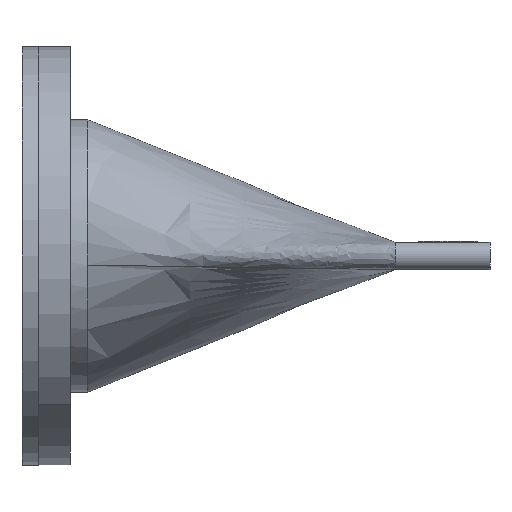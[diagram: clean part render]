
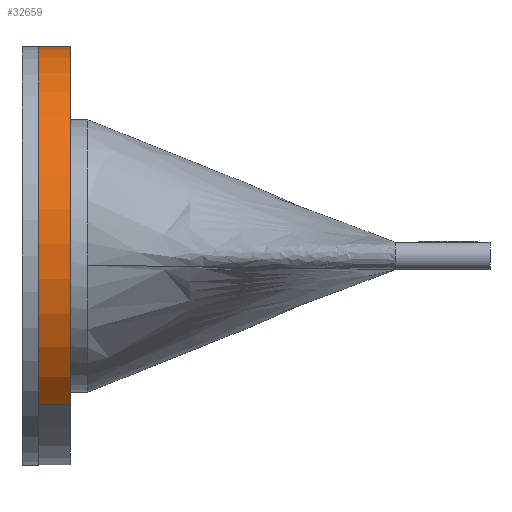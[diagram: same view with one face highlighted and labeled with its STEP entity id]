
A CAD part, front view. The second image highlights one B-rep face of the part: STEP entity #32659.
In plain terms, the highlighted cylindrical face has radius 170 mm (diameter 340 mm), a partial arc.
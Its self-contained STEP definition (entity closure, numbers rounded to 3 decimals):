
#1087 = AXIS2_PLACEMENT_3D ( 'NONE', #7402, #29346, #23559 ) ;
#2082 = CARTESIAN_POINT ( 'NONE',  ( 0., 0., 26. ) ) ;
#2799 = LINE ( 'NONE', #26673, #2878 ) ;
#2878 = VECTOR ( 'NONE', #24586, 1000. ) ;
#4628 = DIRECTION ( 'NONE',  ( 1., 0., 0. ) ) ;
#4923 = VERTEX_POINT ( 'NONE', #13676 ) ;
#5596 = CIRCLE ( 'NONE', #1087, 170. ) ;
#5755 = ORIENTED_EDGE ( 'NONE', *, *, #22783, .F. ) ;
#7373 = VECTOR ( 'NONE', #7913, 1000. ) ;
#7402 = CARTESIAN_POINT ( 'NONE',  ( 0., 0., 0. ) ) ;
#7913 = DIRECTION ( 'NONE',  ( 0., 0., -1. ) ) ;
#9930 = VERTEX_POINT ( 'NONE', #16156 ) ;
#10326 = DIRECTION ( 'NONE',  ( -1., 0., 0. ) ) ;
#10338 = EDGE_LOOP ( 'NONE', ( #20157, #27513, #24074, #5755 ) ) ;
#10531 = CARTESIAN_POINT ( 'NONE',  ( 120.208, -120.208, 26. ) ) ;
#10737 = CARTESIAN_POINT ( 'NONE',  ( 120.208, -120.208, 26. ) ) ;
#12427 = VERTEX_POINT ( 'NONE', #24466 ) ;
#13000 = CIRCLE ( 'NONE', #15822, 170. ) ;
#13676 = CARTESIAN_POINT ( 'NONE',  ( -170., 0., 0. ) ) ;
#15276 = EDGE_CURVE ( 'NONE', #9930, #4923, #2799, .T. ) ;
#15598 = DIRECTION ( 'NONE',  ( 0., 0., -1. ) ) ;
#15822 = AXIS2_PLACEMENT_3D ( 'NONE', #17653, #27982, #4628 ) ;
#16156 = CARTESIAN_POINT ( 'NONE',  ( -170., 0., 26. ) ) ;
#17653 = CARTESIAN_POINT ( 'NONE',  ( 0., 0., 26. ) ) ;
#18270 = CYLINDRICAL_SURFACE ( 'NONE', #26367, 170. ) ;
#19077 = EDGE_CURVE ( 'NONE', #4923, #12427, #5596, .T. ) ;
#20157 = ORIENTED_EDGE ( 'NONE', *, *, #28627, .F. ) ;
#22783 = EDGE_CURVE ( 'NONE', #28749, #12427, #34630, .T. ) ;
#23559 = DIRECTION ( 'NONE',  ( 1., 0., 0. ) ) ;
#24074 = ORIENTED_EDGE ( 'NONE', *, *, #19077, .T. ) ;
#24466 = CARTESIAN_POINT ( 'NONE',  ( 120.208, -120.208, 0. ) ) ;
#24586 = DIRECTION ( 'NONE',  ( 0., 0., -1. ) ) ;
#26367 = AXIS2_PLACEMENT_3D ( 'NONE', #2082, #15598, #10326 ) ;
#26673 = CARTESIAN_POINT ( 'NONE',  ( -170., 0., 26. ) ) ;
#27513 = ORIENTED_EDGE ( 'NONE', *, *, #15276, .T. ) ;
#27982 = DIRECTION ( 'NONE',  ( 0., 0., 1. ) ) ;
#28627 = EDGE_CURVE ( 'NONE', #9930, #28749, #13000, .T. ) ;
#28749 = VERTEX_POINT ( 'NONE', #10737 ) ;
#28949 = FACE_OUTER_BOUND ( 'NONE', #10338, .T. ) ;
#29346 = DIRECTION ( 'NONE',  ( 0., 0., 1. ) ) ;
#32659 = ADVANCED_FACE ( 'NONE', ( #28949 ), #18270, .T. ) ;
#34630 = LINE ( 'NONE', #10531, #7373 ) ;
